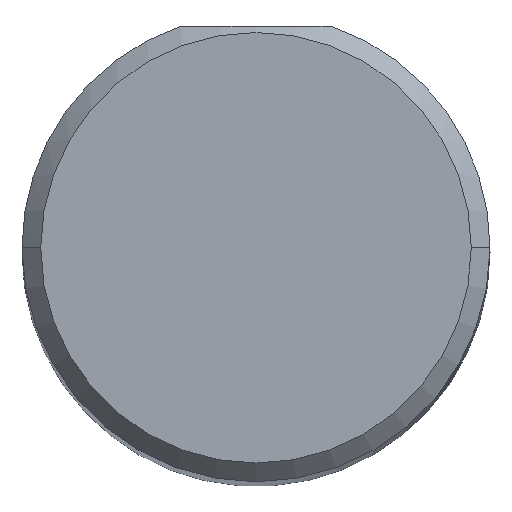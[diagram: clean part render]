
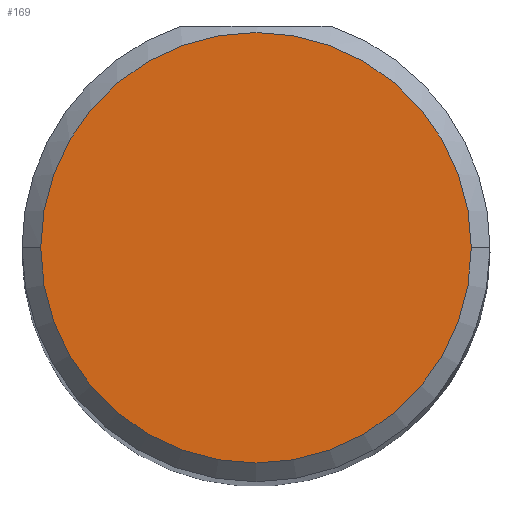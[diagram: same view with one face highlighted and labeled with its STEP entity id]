
A CAD part, top view. The second image highlights one B-rep face of the part: STEP entity #169.
In plain terms, the highlighted planar face has unit normal (0, 0, 1).
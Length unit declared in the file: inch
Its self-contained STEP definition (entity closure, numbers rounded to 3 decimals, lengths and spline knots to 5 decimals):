
#86 = CIRCLE ( 'NONE', #594, 0.1725 ) ;
#95 = CARTESIAN_POINT ( 'NONE',  ( 0.1725, 0., 2.5 ) ) ;
#100 = DIRECTION ( 'NONE',  ( 0., 0., 1. ) ) ;
#123 = DIRECTION ( 'NONE',  ( 1., 0., 0. ) ) ;
#138 = AXIS2_PLACEMENT_3D ( 'NONE', #167, #394, #123 ) ;
#142 = EDGE_CURVE ( 'NONE', #515, #392, #231, .T. ) ;
#159 = PLANE ( 'NONE',  #138 ) ;
#167 = CARTESIAN_POINT ( 'NONE',  ( 0., 0., 2.5 ) ) ;
#169 = ADVANCED_FACE ( 'NONE', ( #661 ), #159, .T. ) ;
#231 = CIRCLE ( 'NONE', #500, 0.1725 ) ;
#236 = CARTESIAN_POINT ( 'NONE',  ( -0.1725, 0., 2.5 ) ) ;
#311 = EDGE_CURVE ( 'NONE', #392, #515, #86, .T. ) ;
#318 = DIRECTION ( 'NONE',  ( 1., 0., 0. ) ) ;
#351 = DIRECTION ( 'NONE',  ( 0., 0., 1. ) ) ;
#379 = ORIENTED_EDGE ( 'NONE', *, *, #142, .T. ) ;
#392 = VERTEX_POINT ( 'NONE', #236 ) ;
#394 = DIRECTION ( 'NONE',  ( 0., 0., 1. ) ) ;
#496 = CARTESIAN_POINT ( 'NONE',  ( 0., 0., 2.5 ) ) ;
#500 = AXIS2_PLACEMENT_3D ( 'NONE', #496, #100, #318 ) ;
#515 = VERTEX_POINT ( 'NONE', #95 ) ;
#573 = DIRECTION ( 'NONE',  ( 1., 0., 0. ) ) ;
#577 = ORIENTED_EDGE ( 'NONE', *, *, #311, .T. ) ;
#594 = AXIS2_PLACEMENT_3D ( 'NONE', #628, #351, #573 ) ;
#628 = CARTESIAN_POINT ( 'NONE',  ( 0., 0., 2.5 ) ) ;
#661 = FACE_OUTER_BOUND ( 'NONE', #672, .T. ) ;
#672 = EDGE_LOOP ( 'NONE', ( #577, #379 ) ) ;
